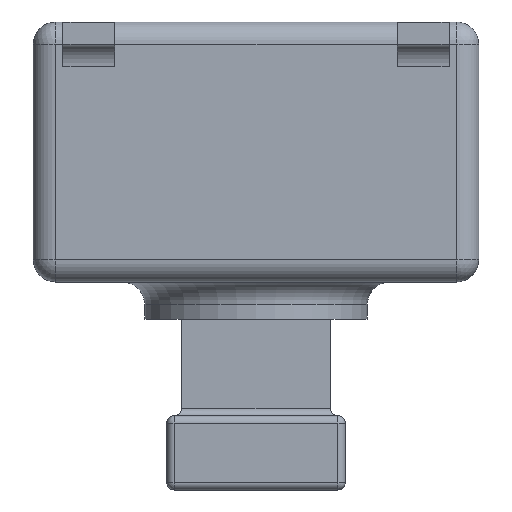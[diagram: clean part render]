
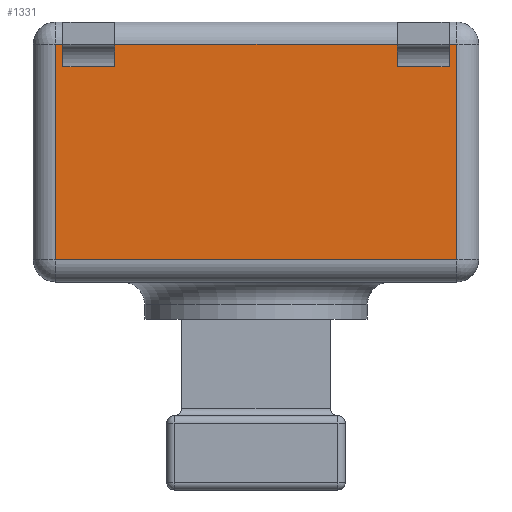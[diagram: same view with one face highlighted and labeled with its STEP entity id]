
A CAD part, front view. The second image highlights one B-rep face of the part: STEP entity #1331.
In plain terms, the highlighted planar face has unit normal (0, -1, 0).
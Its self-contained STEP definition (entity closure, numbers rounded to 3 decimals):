
#113=PLANE('',#1471);
#192=FACE_OUTER_BOUND('',#280,.T.);
#280=EDGE_LOOP('',(#1025,#1026,#1027,#1028,#1029,#1030,#1031,#1032,#1033,
#1034,#1035,#1036));
#388=LINE('',#2191,#505);
#389=LINE('',#2194,#506);
#390=LINE('',#2196,#507);
#391=LINE('',#2198,#508);
#392=LINE('',#2200,#509);
#393=LINE('',#2202,#510);
#394=LINE('',#2204,#511);
#395=LINE('',#2206,#512);
#396=LINE('',#2208,#513);
#397=LINE('',#2210,#514);
#398=LINE('',#2212,#515);
#399=LINE('',#2213,#516);
#505=VECTOR('',#1764,10.);
#506=VECTOR('',#1767,10.);
#507=VECTOR('',#1768,10.);
#508=VECTOR('',#1769,10.);
#509=VECTOR('',#1770,10.);
#510=VECTOR('',#1771,10.);
#511=VECTOR('',#1772,10.);
#512=VECTOR('',#1773,10.);
#513=VECTOR('',#1774,10.);
#514=VECTOR('',#1775,10.);
#515=VECTOR('',#1776,10.);
#516=VECTOR('',#1777,10.);
#622=VERTEX_POINT('',#2184);
#625=VERTEX_POINT('',#2189);
#626=VERTEX_POINT('',#2193);
#627=VERTEX_POINT('',#2195);
#628=VERTEX_POINT('',#2197);
#629=VERTEX_POINT('',#2199);
#630=VERTEX_POINT('',#2201);
#631=VERTEX_POINT('',#2203);
#632=VERTEX_POINT('',#2205);
#633=VERTEX_POINT('',#2207);
#634=VERTEX_POINT('',#2209);
#635=VERTEX_POINT('',#2211);
#769=EDGE_CURVE('',#625,#622,#388,.T.);
#770=EDGE_CURVE('',#626,#622,#389,.T.);
#771=EDGE_CURVE('',#625,#627,#390,.T.);
#772=EDGE_CURVE('',#628,#627,#391,.T.);
#773=EDGE_CURVE('',#628,#629,#392,.T.);
#774=EDGE_CURVE('',#630,#629,#393,.T.);
#775=EDGE_CURVE('',#630,#631,#394,.T.);
#776=EDGE_CURVE('',#632,#631,#395,.T.);
#777=EDGE_CURVE('',#633,#632,#396,.T.);
#778=EDGE_CURVE('',#634,#633,#397,.T.);
#779=EDGE_CURVE('',#635,#634,#398,.T.);
#780=EDGE_CURVE('',#626,#635,#399,.T.);
#1025=ORIENTED_EDGE('',*,*,#770,.T.);
#1026=ORIENTED_EDGE('',*,*,#769,.F.);
#1027=ORIENTED_EDGE('',*,*,#771,.T.);
#1028=ORIENTED_EDGE('',*,*,#772,.F.);
#1029=ORIENTED_EDGE('',*,*,#773,.T.);
#1030=ORIENTED_EDGE('',*,*,#774,.F.);
#1031=ORIENTED_EDGE('',*,*,#775,.T.);
#1032=ORIENTED_EDGE('',*,*,#776,.F.);
#1033=ORIENTED_EDGE('',*,*,#777,.F.);
#1034=ORIENTED_EDGE('',*,*,#778,.F.);
#1035=ORIENTED_EDGE('',*,*,#779,.F.);
#1036=ORIENTED_EDGE('',*,*,#780,.F.);
#1331=ADVANCED_FACE('',(#192),#113,.T.);
#1471=AXIS2_PLACEMENT_3D('',#2192,#1765,#1766);
#1764=DIRECTION('',(1.,0.,0.));
#1765=DIRECTION('center_axis',(0.,-1.,0.));
#1766=DIRECTION('ref_axis',(1.,0.,0.));
#1767=DIRECTION('',(0.,0.,-1.));
#1768=DIRECTION('',(0.,0.,1.));
#1769=DIRECTION('',(1.,0.,0.));
#1770=DIRECTION('',(0.,0.,-1.));
#1771=DIRECTION('',(1.,0.,0.));
#1772=DIRECTION('',(0.,0.,1.));
#1773=DIRECTION('',(1.,0.,0.));
#1774=DIRECTION('',(0.,0.,1.));
#1775=DIRECTION('',(-1.,0.,0.));
#1776=DIRECTION('',(0.,0.,-1.));
#1777=DIRECTION('',(1.,0.,0.));
#2184=CARTESIAN_POINT('',(2.6,-3.,2.9));
#2189=CARTESIAN_POINT('',(1.9,-3.,2.9));
#2191=CARTESIAN_POINT('',(-0.375,-3.,2.9));
#2192=CARTESIAN_POINT('Origin',(-3.,-3.,0.));
#2193=CARTESIAN_POINT('',(2.6,-3.,3.2));
#2194=CARTESIAN_POINT('',(2.6,-3.,1.75));
#2195=CARTESIAN_POINT('',(1.9,-3.,3.2));
#2196=CARTESIAN_POINT('',(1.9,-3.,1.75));
#2197=CARTESIAN_POINT('',(-1.9,-3.,3.2));
#2198=CARTESIAN_POINT('',(-1.5,-3.,3.2));
#2199=CARTESIAN_POINT('',(-1.9,-3.,2.9));
#2200=CARTESIAN_POINT('',(-1.9,-3.,1.75));
#2201=CARTESIAN_POINT('',(-2.6,-3.,2.9));
#2202=CARTESIAN_POINT('',(-2.625,-3.,2.9));
#2203=CARTESIAN_POINT('',(-2.6,-3.,3.2));
#2204=CARTESIAN_POINT('',(-2.6,-3.,1.75));
#2205=CARTESIAN_POINT('',(-2.7,-3.,3.2));
#2206=CARTESIAN_POINT('',(-1.5,-3.,3.2));
#2207=CARTESIAN_POINT('',(-2.7,-3.,0.3));
#2208=CARTESIAN_POINT('',(-2.7,-3.,0.));
#2209=CARTESIAN_POINT('',(2.7,-3.,0.3));
#2210=CARTESIAN_POINT('',(-1.5,-3.,0.3));
#2211=CARTESIAN_POINT('',(2.7,-3.,3.2));
#2212=CARTESIAN_POINT('',(2.7,-3.,0.));
#2213=CARTESIAN_POINT('',(-1.5,-3.,3.2));
